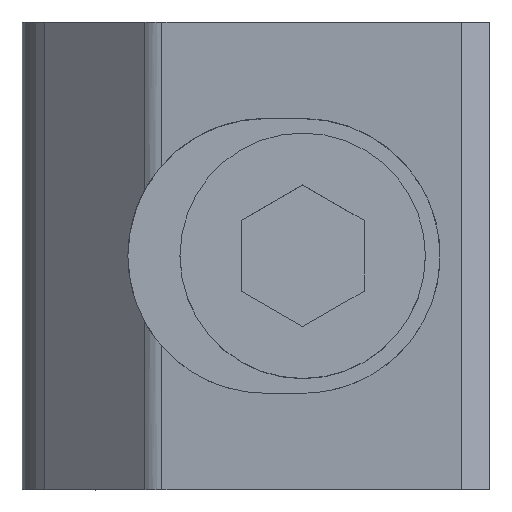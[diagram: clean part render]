
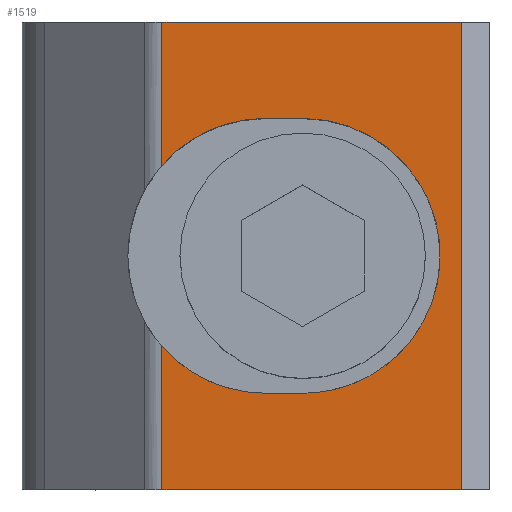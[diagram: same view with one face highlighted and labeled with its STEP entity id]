
A CAD part, top view. The second image highlights one B-rep face of the part: STEP entity #1519.
In plain terms, the highlighted planar face has unit normal (-0.097, 0, 0.995).
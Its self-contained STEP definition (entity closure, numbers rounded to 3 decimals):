
#11 = LINE ( 'NONE', #421, #997 ) ;
#34 =( BOUNDED_CURVE ( )  B_SPLINE_CURVE ( 3, ( #893, #1302, #665, #1044 ),
 .UNSPECIFIED., .F., .T. ) 
 B_SPLINE_CURVE_WITH_KNOTS ( ( 4, 4 ),
 ( 3.862, 4.712 ),
 .UNSPECIFIED. ) 
 CURVE ( )  GEOMETRIC_REPRESENTATION_ITEM ( )  RATIONAL_B_SPLINE_CURVE ( ( 1., 0.941, 0.941, 1. ) ) 
 REPRESENTATION_ITEM ( '' )  );
#55 = DIRECTION ( 'NONE',  ( 0., -1., 0. ) ) ;
#58 = EDGE_CURVE ( 'NONE', #1040, #505, #137, .T. ) ;
#137 = LINE ( 'NONE', #293, #303 ) ;
#141 = CARTESIAN_POINT ( 'NONE',  ( -1.524, -5.601, 10.047 ) ) ;
#163 = VERTEX_POINT ( 'NONE', #312 ) ;
#165 = ORIENTED_EDGE ( 'NONE', *, *, #58, .T. ) ;
#183 = VERTEX_POINT ( 'NONE', #1471 ) ;
#214 = ORIENTED_EDGE ( 'NONE', *, *, #641, .F. ) ;
#257 = VECTOR ( 'NONE', #1556, 1000. ) ;
#267 = ORIENTED_EDGE ( 'NONE', *, *, #574, .T. ) ;
#287 = DIRECTION ( 'NONE',  ( -0.995, 0., -0.097 ) ) ;
#293 = CARTESIAN_POINT ( 'NONE',  ( -5.733, 5.601, 9.639 ) ) ;
#294 = EDGE_CURVE ( 'NONE', #505, #1239, #889, .T. ) ;
#303 = VECTOR ( 'NONE', #416, 1000. ) ;
#312 = CARTESIAN_POINT ( 'NONE',  ( 6.473, -9.525, 10.823 ) ) ;
#320 = VERTEX_POINT ( 'NONE', #740 ) ;
#343 = EDGE_CURVE ( 'NONE', #183, #163, #1235, .T. ) ;
#381 = CARTESIAN_POINT ( 'NONE',  ( -5.733, 9.525, 9.639 ) ) ;
#397 = CARTESIAN_POINT ( 'NONE',  ( -5.733, 3.695, 9.639 ) ) ;
#399 = ORIENTED_EDGE ( 'NONE', *, *, #343, .F. ) ;
#406 = DIRECTION ( 'NONE',  ( 0.995, 0., 0.097 ) ) ;
#416 = DIRECTION ( 'NONE',  ( 0.995, 0., 0.097 ) ) ;
#419 = VERTEX_POINT ( 'NONE', #477 ) ;
#421 = CARTESIAN_POINT ( 'NONE',  ( -5.733, -5.601, 9.639 ) ) ;
#452 = CARTESIAN_POINT ( 'NONE',  ( 0., -5.601, 10.195 ) ) ;
#477 = CARTESIAN_POINT ( 'NONE',  ( -5.733, 9.525, 9.639 ) ) ;
#479 = ORIENTED_EDGE ( 'NONE', *, *, #768, .T. ) ;
#505 = VERTEX_POINT ( 'NONE', #1525 ) ;
#574 = EDGE_CURVE ( 'NONE', #320, #1143, #615, .T. ) ;
#580 = DIRECTION ( 'NONE',  ( 0., -1., 0. ) ) ;
#593 = VECTOR ( 'NONE', #406, 1000. ) ;
#615 =( BOUNDED_CURVE ( )  B_SPLINE_CURVE ( 3, ( #141, #927, #1149, #1419 ),
 .UNSPECIFIED., .F., .T. ) 
 B_SPLINE_CURVE_WITH_KNOTS ( ( 4, 4 ),
 ( 1.571, 2.421 ),
 .UNSPECIFIED. ) 
 CURVE ( )  GEOMETRIC_REPRESENTATION_ITEM ( )  RATIONAL_B_SPLINE_CURVE ( ( 1., 0.941, 0.941, 1. ) ) 
 REPRESENTATION_ITEM ( '' )  );
#637 = ORIENTED_EDGE ( 'NONE', *, *, #1160, .T. ) ;
#640 = LINE ( 'NONE', #1052, #257 ) ;
#641 = EDGE_CURVE ( 'NONE', #419, #183, #1029, .T. ) ;
#647 = DIRECTION ( 'NONE',  ( -0.995, 0., -0.097 ) ) ;
#657 = VERTEX_POINT ( 'NONE', #397 ) ;
#665 = CARTESIAN_POINT ( 'NONE',  ( -3.161, 5.601, 9.888 ) ) ;
#694 = CARTESIAN_POINT ( 'NONE',  ( 0., 5.601, 10.195 ) ) ;
#699 = LINE ( 'NONE', #1204, #1395 ) ;
#740 = CARTESIAN_POINT ( 'NONE',  ( -1.524, -5.601, 10.047 ) ) ;
#768 = EDGE_CURVE ( 'NONE', #419, #657, #1224, .T. ) ;
#805 = VECTOR ( 'NONE', #1359, 1000. ) ;
#870 = EDGE_LOOP ( 'NONE', ( #1552, #267, #1325, #1436, #399, #214, #479, #637, #165, #877 ) ) ;
#877 = ORIENTED_EDGE ( 'NONE', *, *, #294, .T. ) ;
#889 =( BOUNDED_CURVE ( )  B_SPLINE_CURVE ( 3, ( #694, #968, #954, #1481 ),
 .UNSPECIFIED., .F., .T. ) 
 B_SPLINE_CURVE_WITH_KNOTS ( ( 4, 4 ),
 ( 4.712, 7.854 ),
 .UNSPECIFIED. ) 
 CURVE ( )  GEOMETRIC_REPRESENTATION_ITEM ( )  RATIONAL_B_SPLINE_CURVE ( ( 1., 0.333, 0.333, 1. ) ) 
 REPRESENTATION_ITEM ( '' )  );
#893 = CARTESIAN_POINT ( 'NONE',  ( -5.733, 3.695, 9.639 ) ) ;
#899 = VERTEX_POINT ( 'NONE', #1478 ) ;
#927 = CARTESIAN_POINT ( 'NONE',  ( -3.161, -5.601, 9.888 ) ) ;
#954 = CARTESIAN_POINT ( 'NONE',  ( 11.201, -5.601, 11.282 ) ) ;
#968 = CARTESIAN_POINT ( 'NONE',  ( 11.201, 5.601, 11.282 ) ) ;
#997 = VECTOR ( 'NONE', #287, 1000. ) ;
#1015 = FACE_OUTER_BOUND ( 'NONE', #870, .T. ) ;
#1029 = LINE ( 'NONE', #1037, #593 ) ;
#1037 = CARTESIAN_POINT ( 'NONE',  ( -5.733, 9.525, 9.639 ) ) ;
#1040 = VERTEX_POINT ( 'NONE', #1612 ) ;
#1044 = CARTESIAN_POINT ( 'NONE',  ( -1.524, 5.601, 10.047 ) ) ;
#1052 = CARTESIAN_POINT ( 'NONE',  ( -5.733, -9.525, 9.639 ) ) ;
#1065 = EDGE_CURVE ( 'NONE', #1239, #320, #11, .T. ) ;
#1134 = CARTESIAN_POINT ( 'NONE',  ( 6.473, 9.525, 10.823 ) ) ;
#1143 = VERTEX_POINT ( 'NONE', #1418 ) ;
#1149 = CARTESIAN_POINT ( 'NONE',  ( -4.653, -4.925, 9.744 ) ) ;
#1155 = VECTOR ( 'NONE', #55, 1000. ) ;
#1160 = EDGE_CURVE ( 'NONE', #657, #1040, #34, .T. ) ;
#1194 = CARTESIAN_POINT ( 'NONE',  ( -5.733, 9.525, 9.639 ) ) ;
#1202 = EDGE_CURVE ( 'NONE', #899, #163, #640, .T. ) ;
#1204 = CARTESIAN_POINT ( 'NONE',  ( -5.733, 9.525, 9.639 ) ) ;
#1224 = LINE ( 'NONE', #1194, #1155 ) ;
#1235 = LINE ( 'NONE', #1134, #805 ) ;
#1239 = VERTEX_POINT ( 'NONE', #452 ) ;
#1287 = EDGE_CURVE ( 'NONE', #1143, #899, #699, .T. ) ;
#1302 = CARTESIAN_POINT ( 'NONE',  ( -4.653, 4.925, 9.744 ) ) ;
#1325 = ORIENTED_EDGE ( 'NONE', *, *, #1287, .T. ) ;
#1359 = DIRECTION ( 'NONE',  ( 0., -1., 0. ) ) ;
#1367 = AXIS2_PLACEMENT_3D ( 'NONE', #381, #1399, #647 ) ;
#1395 = VECTOR ( 'NONE', #580, 1000. ) ;
#1399 = DIRECTION ( 'NONE',  ( 0.097, 0., -0.995 ) ) ;
#1418 = CARTESIAN_POINT ( 'NONE',  ( -5.733, -3.695, 9.639 ) ) ;
#1419 = CARTESIAN_POINT ( 'NONE',  ( -5.733, -3.695, 9.639 ) ) ;
#1436 = ORIENTED_EDGE ( 'NONE', *, *, #1202, .T. ) ;
#1471 = CARTESIAN_POINT ( 'NONE',  ( 6.473, 9.525, 10.823 ) ) ;
#1478 = CARTESIAN_POINT ( 'NONE',  ( -5.733, -9.525, 9.639 ) ) ;
#1481 = CARTESIAN_POINT ( 'NONE',  ( 0., -5.601, 10.195 ) ) ;
#1519 = ADVANCED_FACE ( 'NONE', ( #1015 ), #1528, .F. ) ;
#1525 = CARTESIAN_POINT ( 'NONE',  ( 0., 5.601, 10.195 ) ) ;
#1528 = PLANE ( 'NONE',  #1367 ) ;
#1552 = ORIENTED_EDGE ( 'NONE', *, *, #1065, .T. ) ;
#1556 = DIRECTION ( 'NONE',  ( 0.995, 0., 0.097 ) ) ;
#1612 = CARTESIAN_POINT ( 'NONE',  ( -1.524, 5.601, 10.047 ) ) ;
